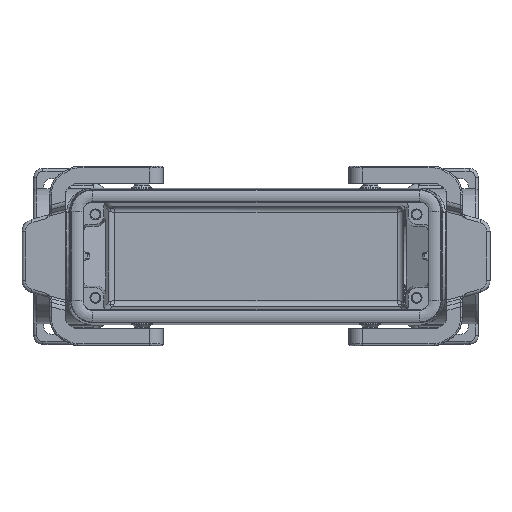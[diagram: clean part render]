
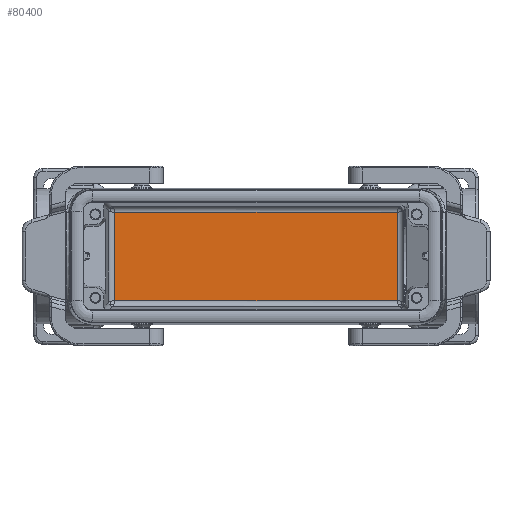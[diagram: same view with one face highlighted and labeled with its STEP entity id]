
A CAD part, top view. The second image highlights one B-rep face of the part: STEP entity #80400.
In plain terms, the highlighted planar face has unit normal (0, 0, 1).
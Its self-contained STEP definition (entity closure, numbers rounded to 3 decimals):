
#34370=CARTESIAN_POINT('',(60.319,25.922,3.))
;
#34380=DIRECTION('',(-1.,0.,0.));
#34390=VECTOR('',#34380,1.);
#34400=LINE('',#34370,#34390);
#34410=CARTESIAN_POINT('',(106.102,25.922,
3.));
#34420=VERTEX_POINT('',#34410);
#34430=CARTESIAN_POINT('',(14.535,25.922,
3.));
#34440=VERTEX_POINT('',#34430);
#34450=EDGE_CURVE('',#34420,#34440,#34400,.T.);
#43520=CARTESIAN_POINT('',(97.269,40.205,3.));
#43530=DIRECTION('',(0.,0.,1.));
#43540=DIRECTION('',(-1.,0.,0.));
#43550=AXIS2_PLACEMENT_3D('',#43520,#43530,#43540);
#43560=PLANE('',#43550);
#46970=CARTESIAN_POINT('',(106.102,54.488,
3.));
#46980=VERTEX_POINT('',#46970);
#63300=CARTESIAN_POINT('',(14.535,54.488,
3.));
#63310=VERTEX_POINT('',#63300);
#70790=CARTESIAN_POINT('',(14.535,40.205,3.));
#70800=DIRECTION('',(0.,1.,0.));
#70810=VECTOR('',#70800,1.);
#70820=LINE('',#70790,#70810);
#70830=EDGE_CURVE('',#34440,#63310,#70820,.T.);
#80240=ORIENTED_EDGE('',*,*,#34450,.F.);
#80250=ORIENTED_EDGE('',*,*,#70830,.F.);
#80260=CARTESIAN_POINT('',(60.319,54.488,3.))
;
#80270=DIRECTION('',(-1.,0.,0.));
#80280=VECTOR('',#80270,1.);
#80290=LINE('',#80260,#80280);
#80300=EDGE_CURVE('',#46980,#63310,#80290,.T.);
#80310=ORIENTED_EDGE('',*,*,#80300,.T.);
#80320=CARTESIAN_POINT('',(106.102,40.205,3.));
#80330=DIRECTION('',(0.,1.,0.));
#80340=VECTOR('',#80330,1.);
#80350=LINE('',#80320,#80340);
#80360=EDGE_CURVE('',#34420,#46980,#80350,.T.);
#80370=ORIENTED_EDGE('',*,*,#80360,.T.);
#80380=EDGE_LOOP('',(#80370,#80310,#80250,#80240));
#80390=FACE_OUTER_BOUND('',#80380,.T.);
#80400=ADVANCED_FACE('',(#80390),#43560,.T.);
